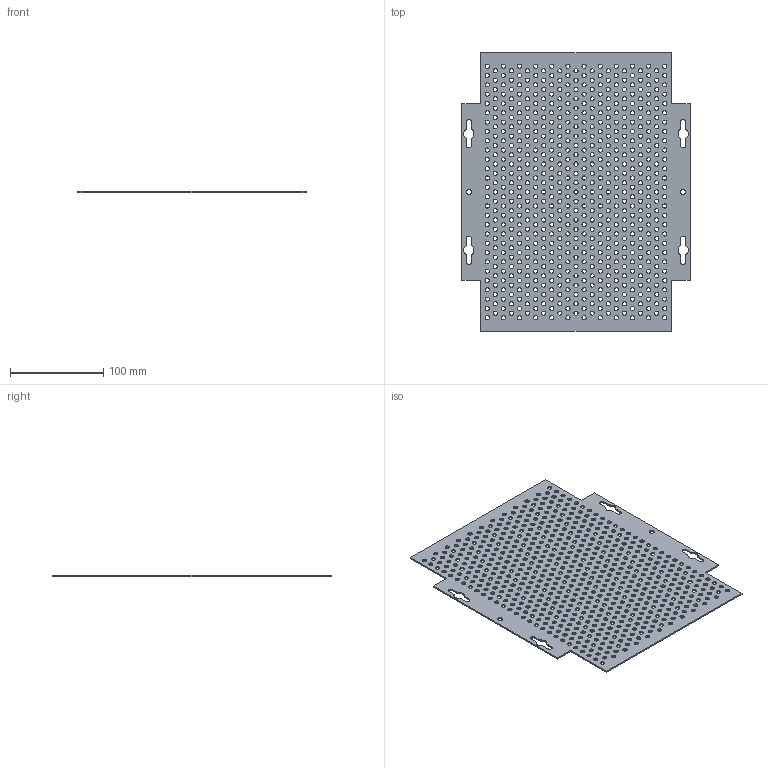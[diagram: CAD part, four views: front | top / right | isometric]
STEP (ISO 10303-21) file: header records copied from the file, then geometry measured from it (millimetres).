
FILE_DESCRIPTION(('STEP AP214'),'1');
FILE_NAME('cctmp_C12D0E65-2FEA-4C18-9F00-39EE953C426D_2023_04_06_10_56_53_0125..stp','2023-04-06T08:56:53',('SIEMENS A&D'),('CADClick - www.CADClick.com'),'Spatial InterOp 3D',' ','unknown authorization');
FILE_SCHEMA(('AUTOMOTIVE_DESIGN'));
Length unit declared in the file: millimetre
Products named in the file (1): 8GK4452-2KK12
Bounding box: 245 x 299 x 1.5 mm (x, y, z)
Volume: 86936.6 mm3; surface area: 131447.9 mm2
Topology: 1 solids, 1 shells, 1324 faces, 3966 edges, 2644 vertices
Faces by surface type: cylinder 1294, plane 30
Entity records: 59410 total; most frequent: DIRECTION 9204, CARTESIAN_POINT 7935, ORIENTED_EDGE 7932, EDGE_CURVE 3966, AXIS2_PLACEMENT_3D 3913, VERTEX_POINT 2644, EDGE_LOOP 2602, CIRCLE 2588
